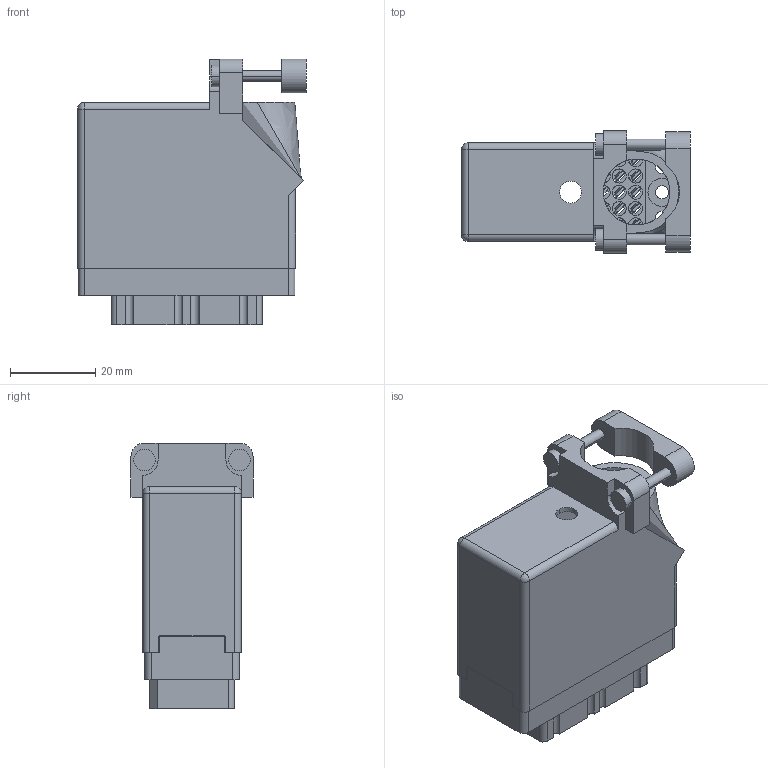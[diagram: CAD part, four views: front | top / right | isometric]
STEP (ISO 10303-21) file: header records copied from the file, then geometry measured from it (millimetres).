
FILE_DESCRIPTION (( 'STEP AP203' ), '1' );
FILE_NAME ('519-036-501-430.STEP', '2020-09-09T20:53:23', ( '' ), ( '' ), 'SwSTEP 2.0', 'SolidWorks 2020', '' );
FILE_SCHEMA (( 'CONFIG_CONTROL_DESIGN' ));
Length unit declared in the file: inch
Products named in the file (4): 516-230-001_Plastic - 038 Top Entry - Large Clamp; 519-036-501-430; 519 Receptacle Insulator_036; 516-292-001_501 Contact
Assembly tree (38 placements, depth 2):
  519-036-501-430
    519 Receptacle Insulator_036
    516-292-001_501 Contact  x36
    516-230-001_Plastic - 038 Top Entry - Large Clamp
Bounding box: 53.62 x 28.57 x 62.26 mm (x, y, z)
Volume: 23789.2 mm3; surface area: 35128.7 mm2
Topology: 38 solids, 38 shells, 3520 faces, 10189 edges, 6764 vertices
Faces by surface type: plane 2132, cylinder 1165, bspline 219, cone 2, sphere 2
Entity records: 34983 total; most frequent: CARTESIAN_POINT 6260, ORIENTED_EDGE 5814, DIRECTION 5648, EDGE_CURVE 2907, LINE 2154, VECTOR 2154, VERTEX_POINT 1934, AXIS2_PLACEMENT_3D 1747
